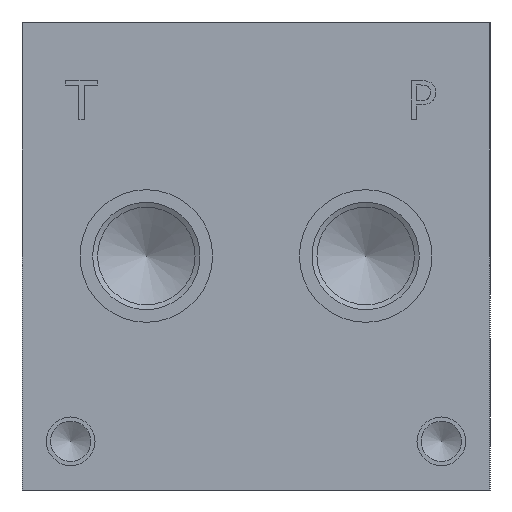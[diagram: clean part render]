
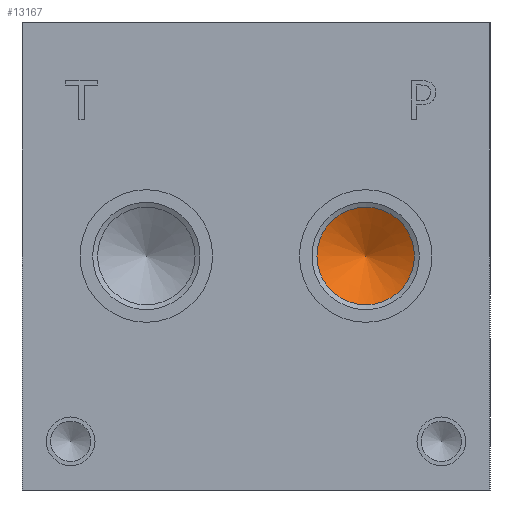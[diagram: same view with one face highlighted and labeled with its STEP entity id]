
A CAD part, left-side view. The second image highlights one B-rep face of the part: STEP entity #13167.
In plain terms, the highlighted conical face has half-angle 60 degrees and reference radius 3.969 mm.
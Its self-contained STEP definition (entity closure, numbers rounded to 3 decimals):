
#102=CONICAL_SURFACE('',#13777,3.969,1.047);
#234=CIRCLE('',#13778,7.938);
#235=CIRCLE('',#13779,7.938);
#1472=FACE_OUTER_BOUND('',#2229,.T.);
#2229=EDGE_LOOP('',(#11383,#11384,#11385,#11386));
#3486=LINE('',#22411,#4684);
#4684=VECTOR('',#16159,3.969);
#6212=VERTEX_POINT('',#22407);
#6213=VERTEX_POINT('',#22408);
#6214=VERTEX_POINT('',#22410);
#7992=EDGE_CURVE('',#6212,#6213,#234,.T.);
#7993=EDGE_CURVE('',#6213,#6214,#3486,.T.);
#7994=EDGE_CURVE('',#6213,#6212,#235,.T.);
#11383=ORIENTED_EDGE('',*,*,#7992,.T.);
#11384=ORIENTED_EDGE('',*,*,#7993,.T.);
#11385=ORIENTED_EDGE('',*,*,#7993,.F.);
#11386=ORIENTED_EDGE('',*,*,#7994,.T.);
#13167=ADVANCED_FACE('',(#1472),#102,.F.);
#13777=AXIS2_PLACEMENT_3D('',#22406,#16155,#16156);
#13778=AXIS2_PLACEMENT_3D('',#22409,#16157,#16158);
#13779=AXIS2_PLACEMENT_3D('',#22412,#16160,#16161);
#16155=DIRECTION('center_axis',(-1.,0.,0.));
#16156=DIRECTION('ref_axis',(0.,1.,0.));
#16157=DIRECTION('center_axis',(-1.,0.,0.));
#16158=DIRECTION('ref_axis',(0.,1.,0.));
#16159=DIRECTION('',(0.5,0.866,0.));
#16160=DIRECTION('center_axis',(-1.,0.,0.));
#16161=DIRECTION('ref_axis',(0.,1.,0.));
#22406=CARTESIAN_POINT('Origin',(34.041,20.244,38.1));
#22407=CARTESIAN_POINT('',(31.75,28.181,38.1));
#22408=CARTESIAN_POINT('',(31.75,12.306,38.1));
#22409=CARTESIAN_POINT('Origin',(31.75,20.244,38.1));
#22410=CARTESIAN_POINT('',(36.333,20.244,38.1));
#22411=CARTESIAN_POINT('',(34.041,16.275,38.1));
#22412=CARTESIAN_POINT('Origin',(31.75,20.244,38.1));
